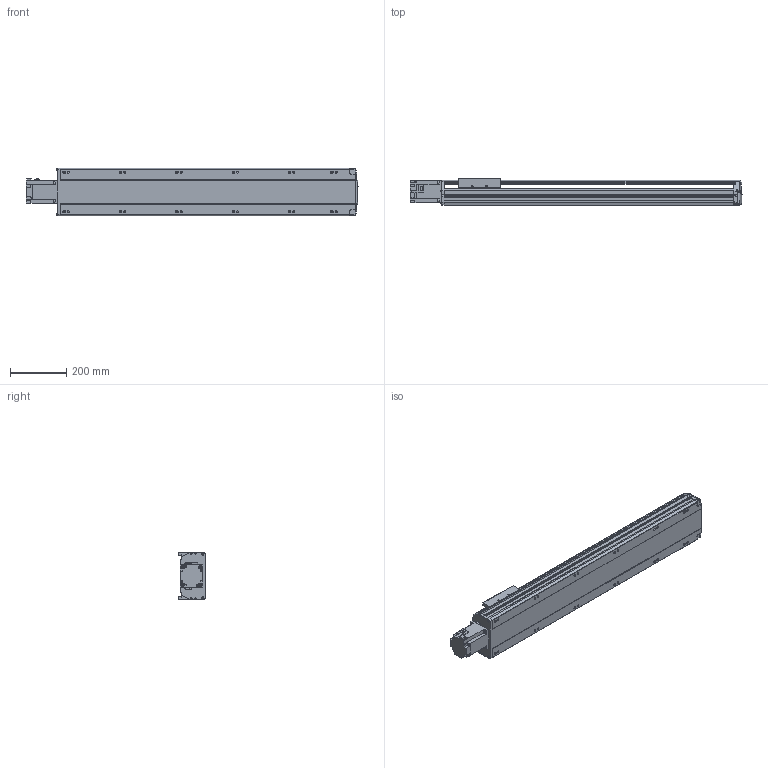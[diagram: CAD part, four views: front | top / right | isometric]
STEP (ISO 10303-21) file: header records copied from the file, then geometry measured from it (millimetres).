
FILE_DESCRIPTION (( 'STEP AP214' ), '1' );
FILE_NAME ('WEX170BC-20XLD-0800XXXX.STEP', '2025-02-28T16:38:35', ( '' ), ( '' ), 'SwSTEP 2.0', 'SolidWorks 2022', '' );
FILE_SCHEMA (( 'AUTOMOTIVE_DESIGN' ));
Length unit declared in the file: millimetre
Products named in the file (8): WEX170-800-2; WEX170BC-20XLD-0800XXXX; WEX170-600FANGTOOTH; FANG STICKER; WEX170-800-1; WEX170-800CARRIAGE; WEX170-800TOPPLATE; WEX170-800MOTOR
Assembly tree (6 placements, depth 2):
  WEX170-800-2
  WEX170BC-20XLD-0800XXXX
    WEX170-800-1
    WEX170-800CARRIAGE
    WEX170-600FANGTOOTH
    WEX170-800TOPPLATE
    WEX170-800MOTOR
    FANG STICKER
Bounding box: 1178.02 x 97 x 170 mm (x, y, z)
Volume: 8616684.2 mm3; surface area: 1282344.3 mm2
Topology: 6 solids, 6 shells, 1126 faces, 3153 edges, 2090 vertices
Faces by surface type: plane 702, cylinder 387, torus 28, cone 8, sphere 1
Entity records: 38743 total; most frequent: CARTESIAN_POINT 8901, ORIENTED_EDGE 6306, DIRECTION 6015, EDGE_CURVE 3153, LINE 2191, VECTOR 2191, VERTEX_POINT 2090, AXIS2_PLACEMENT_3D 1912
